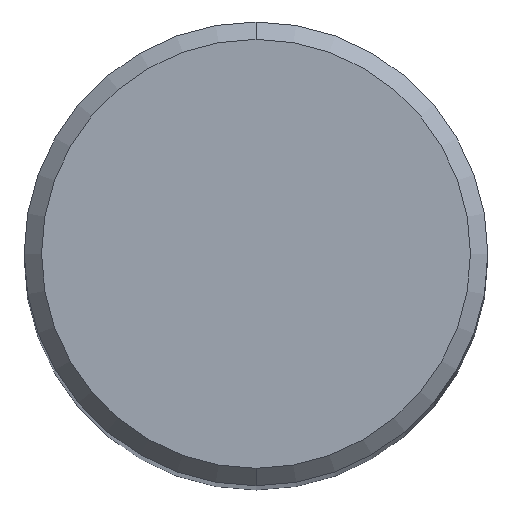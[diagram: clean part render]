
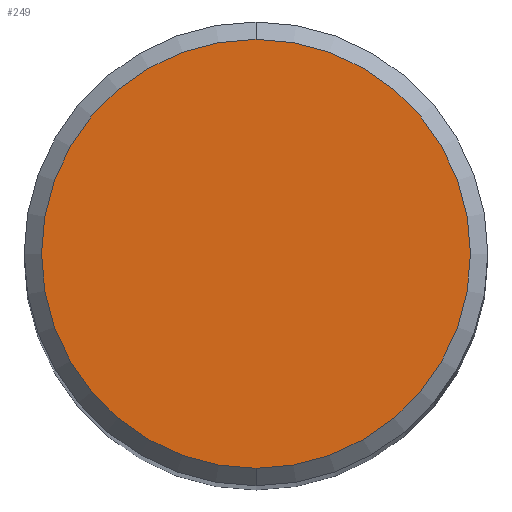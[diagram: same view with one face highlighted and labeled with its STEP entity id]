
A CAD part, top view. The second image highlights one B-rep face of the part: STEP entity #249.
In plain terms, the highlighted planar face has unit normal (0, 0, 1).
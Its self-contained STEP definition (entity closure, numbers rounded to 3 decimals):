
#11 = ORIENTED_EDGE ( 'NONE', *, *, #275, .T. ) ;
#17 = CARTESIAN_POINT ( 'NONE',  ( 0., 0., 60. ) ) ;
#40 = FACE_OUTER_BOUND ( 'NONE', #52, .T. ) ;
#43 = CIRCLE ( 'NONE', #64, 3.7 ) ;
#52 = EDGE_LOOP ( 'NONE', ( #11, #106 ) ) ;
#64 = AXIS2_PLACEMENT_3D ( 'NONE', #325, #299, #155 ) ;
#67 = CARTESIAN_POINT ( 'NONE',  ( 0., 3.7, 60. ) ) ;
#69 = PLANE ( 'NONE',  #226 ) ;
#72 = AXIS2_PLACEMENT_3D ( 'NONE', #17, #118, #120 ) ;
#106 = ORIENTED_EDGE ( 'NONE', *, *, #206, .T. ) ;
#118 = DIRECTION ( 'NONE',  ( 0., 0., 1. ) ) ;
#120 = DIRECTION ( 'NONE',  ( 0., -1., 0. ) ) ;
#130 = VERTEX_POINT ( 'NONE', #184 ) ;
#145 = CARTESIAN_POINT ( 'NONE',  ( 0., -3.7, 60. ) ) ;
#155 = DIRECTION ( 'NONE',  ( 0., -1., 0. ) ) ;
#180 = DIRECTION ( 'NONE',  ( 0., 0., -1. ) ) ;
#184 = CARTESIAN_POINT ( 'NONE',  ( 0., 3.7, 60. ) ) ;
#206 = EDGE_CURVE ( 'NONE', #234, #130, #242, .T. ) ;
#219 = DIRECTION ( 'NONE',  ( 0., 1., 0. ) ) ;
#226 = AXIS2_PLACEMENT_3D ( 'NONE', #67, #180, #219 ) ;
#234 = VERTEX_POINT ( 'NONE', #145 ) ;
#242 = CIRCLE ( 'NONE', #72, 3.7 ) ;
#249 = ADVANCED_FACE ( 'NONE', ( #40 ), #69, .F. ) ;
#275 = EDGE_CURVE ( 'NONE', #130, #234, #43, .T. ) ;
#299 = DIRECTION ( 'NONE',  ( 0., 0., 1. ) ) ;
#325 = CARTESIAN_POINT ( 'NONE',  ( 0., 0., 60. ) ) ;
